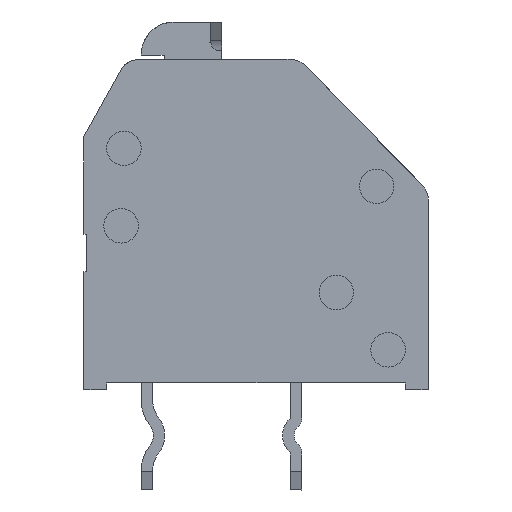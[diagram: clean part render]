
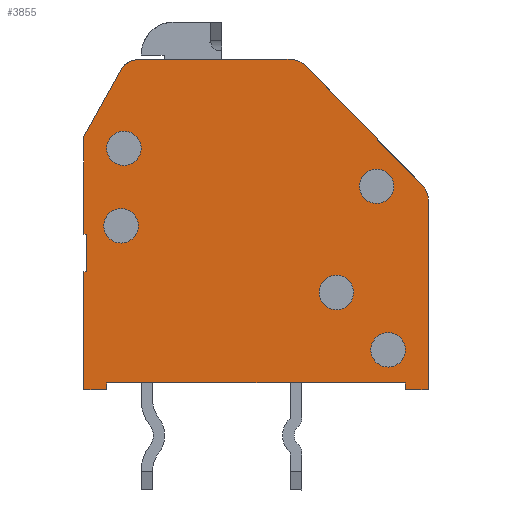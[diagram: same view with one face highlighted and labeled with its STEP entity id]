
A CAD part, left-side view. The second image highlights one B-rep face of the part: STEP entity #3855.
In plain terms, the highlighted face is planar.
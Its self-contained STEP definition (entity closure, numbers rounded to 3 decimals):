
#245=CIRCLE('',#4231,0.6);
#246=CIRCLE('',#4232,0.6);
#247=CIRCLE('',#4233,0.75);
#248=CIRCLE('',#4234,0.75);
#249=CIRCLE('',#4235,0.75);
#250=CIRCLE('',#4236,0.6);
#251=CIRCLE('',#4237,0.6);
#252=CIRCLE('',#4238,0.6);
#1191=ORIENTED_EDGE('',*,*,#1809,.T.);
#1192=ORIENTED_EDGE('',*,*,#1810,.T.);
#1193=ORIENTED_EDGE('',*,*,#1811,.T.);
#1194=ORIENTED_EDGE('',*,*,#1812,.T.);
#1195=ORIENTED_EDGE('',*,*,#1803,.T.);
#1196=ORIENTED_EDGE('',*,*,#1813,.T.);
#1197=ORIENTED_EDGE('',*,*,#1814,.T.);
#1198=ORIENTED_EDGE('',*,*,#1815,.T.);
#1199=ORIENTED_EDGE('',*,*,#1816,.T.);
#1200=ORIENTED_EDGE('',*,*,#1817,.T.);
#1201=ORIENTED_EDGE('',*,*,#1818,.T.);
#1202=ORIENTED_EDGE('',*,*,#1819,.T.);
#1203=ORIENTED_EDGE('',*,*,#1820,.T.);
#1204=ORIENTED_EDGE('',*,*,#1821,.T.);
#1205=ORIENTED_EDGE('',*,*,#1822,.T.);
#1206=ORIENTED_EDGE('',*,*,#1823,.T.);
#1207=ORIENTED_EDGE('',*,*,#1824,.T.);
#1208=ORIENTED_EDGE('',*,*,#1825,.T.);
#1209=ORIENTED_EDGE('',*,*,#1826,.T.);
#1210=ORIENTED_EDGE('',*,*,#1827,.T.);
#1211=ORIENTED_EDGE('',*,*,#1828,.T.);
#1212=ORIENTED_EDGE('',*,*,#1829,.T.);
#1803=EDGE_CURVE('',#2191,#2192,#2579,.T.);
#1809=EDGE_CURVE('',#2195,#2195,#245,.T.);
#1810=EDGE_CURVE('',#2196,#2196,#246,.T.);
#1811=EDGE_CURVE('',#2197,#2198,#2585,.T.);
#1812=EDGE_CURVE('',#2198,#2191,#247,.T.);
#1813=EDGE_CURVE('',#2192,#2199,#248,.T.);
#1814=EDGE_CURVE('',#2199,#2200,#2586,.T.);
#1815=EDGE_CURVE('',#2200,#2201,#2587,.T.);
#1816=EDGE_CURVE('',#2201,#2202,#2588,.T.);
#1817=EDGE_CURVE('',#2202,#2203,#2589,.T.);
#1818=EDGE_CURVE('',#2203,#2204,#2590,.T.);
#1819=EDGE_CURVE('',#2204,#2205,#2591,.T.);
#1820=EDGE_CURVE('',#2205,#2206,#2592,.T.);
#1821=EDGE_CURVE('',#2206,#2207,#2593,.T.);
#1822=EDGE_CURVE('',#2207,#2208,#2594,.T.);
#1823=EDGE_CURVE('',#2208,#2209,#2595,.T.);
#1824=EDGE_CURVE('',#2209,#2210,#2596,.T.);
#1825=EDGE_CURVE('',#2210,#2211,#2597,.T.);
#1826=EDGE_CURVE('',#2211,#2197,#249,.T.);
#1827=EDGE_CURVE('',#2212,#2212,#250,.T.);
#1828=EDGE_CURVE('',#2213,#2213,#251,.T.);
#1829=EDGE_CURVE('',#2214,#2214,#252,.T.);
#2191=VERTEX_POINT('',#6488);
#2192=VERTEX_POINT('',#6489);
#2195=VERTEX_POINT('',#6499);
#2196=VERTEX_POINT('',#6501);
#2197=VERTEX_POINT('',#6503);
#2198=VERTEX_POINT('',#6504);
#2199=VERTEX_POINT('',#6507);
#2200=VERTEX_POINT('',#6509);
#2201=VERTEX_POINT('',#6511);
#2202=VERTEX_POINT('',#6513);
#2203=VERTEX_POINT('',#6515);
#2204=VERTEX_POINT('',#6517);
#2205=VERTEX_POINT('',#6519);
#2206=VERTEX_POINT('',#6521);
#2207=VERTEX_POINT('',#6523);
#2208=VERTEX_POINT('',#6525);
#2209=VERTEX_POINT('',#6527);
#2210=VERTEX_POINT('',#6529);
#2211=VERTEX_POINT('',#6531);
#2212=VERTEX_POINT('',#6534);
#2213=VERTEX_POINT('',#6536);
#2214=VERTEX_POINT('',#6538);
#2579=LINE('',#6487,#2984);
#2585=LINE('',#6502,#2990);
#2586=LINE('',#6508,#2991);
#2587=LINE('',#6510,#2992);
#2588=LINE('',#6512,#2993);
#2589=LINE('',#6514,#2994);
#2590=LINE('',#6516,#2995);
#2591=LINE('',#6518,#2996);
#2592=LINE('',#6520,#2997);
#2593=LINE('',#6522,#2998);
#2594=LINE('',#6524,#2999);
#2595=LINE('',#6526,#3000);
#2596=LINE('',#6528,#3001);
#2597=LINE('',#6530,#3002);
#2984=VECTOR('',#5190,1000.);
#2990=VECTOR('',#5202,1000.);
#2991=VECTOR('',#5207,1000.);
#2992=VECTOR('',#5208,1000.);
#2993=VECTOR('',#5209,1000.);
#2994=VECTOR('',#5210,1000.);
#2995=VECTOR('',#5211,1000.);
#2996=VECTOR('',#5212,1000.);
#2997=VECTOR('',#5213,1000.);
#2998=VECTOR('',#5214,1000.);
#2999=VECTOR('',#5215,1000.);
#3000=VECTOR('',#5216,1000.);
#3001=VECTOR('',#5217,1000.);
#3002=VECTOR('',#5218,1000.);
#3238=EDGE_LOOP('',(#1191));
#3239=EDGE_LOOP('',(#1192));
#3240=EDGE_LOOP('',(#1193,#1194,#1195,#1196,#1197,#1198,#1199,#1200,#1201,
#1202,#1203,#1204,#1205,#1206,#1207,#1208,#1209));
#3241=EDGE_LOOP('',(#1210));
#3242=EDGE_LOOP('',(#1211));
#3243=EDGE_LOOP('',(#1212));
#3486=FACE_BOUND('',#3238,.T.);
#3487=FACE_BOUND('',#3239,.T.);
#3488=FACE_BOUND('',#3240,.T.);
#3489=FACE_BOUND('',#3241,.T.);
#3490=FACE_BOUND('',#3242,.T.);
#3491=FACE_BOUND('',#3243,.T.);
#3654=PLANE('',#4230);
#3855=ADVANCED_FACE('',(#3486,#3487,#3488,#3489,#3490,#3491),#3654,.T.);
#4230=AXIS2_PLACEMENT_3D('',#6497,#5196,#5197);
#4231=AXIS2_PLACEMENT_3D('',#6498,#5198,#5199);
#4232=AXIS2_PLACEMENT_3D('',#6500,#5200,#5201);
#4233=AXIS2_PLACEMENT_3D('',#6505,#5203,#5204);
#4234=AXIS2_PLACEMENT_3D('',#6506,#5205,#5206);
#4235=AXIS2_PLACEMENT_3D('',#6532,#5219,#5220);
#4236=AXIS2_PLACEMENT_3D('',#6533,#5221,#5222);
#4237=AXIS2_PLACEMENT_3D('',#6535,#5223,#5224);
#4238=AXIS2_PLACEMENT_3D('',#6537,#5225,#5226);
#5190=DIRECTION('',(0.,-1.,0.));
#5196=DIRECTION('',(1.,0.,0.));
#5197=DIRECTION('',(0.,0.,-1.));
#5198=DIRECTION('',(-1.,0.,0.));
#5199=DIRECTION('',(0.,1.,0.));
#5200=DIRECTION('',(-1.,0.,0.));
#5201=DIRECTION('',(0.,1.,0.));
#5202=DIRECTION('',(0.,-0.699,0.715));
#5203=DIRECTION('',(1.,0.,0.));
#5204=DIRECTION('',(0.,0.,-1.));
#5205=DIRECTION('',(1.,0.,0.));
#5206=DIRECTION('',(0.,0.,-1.));
#5207=DIRECTION('',(0.,-0.486,-0.874));
#5208=DIRECTION('',(0.,0.,-1.));
#5209=DIRECTION('',(0.,1.,0.));
#5210=DIRECTION('',(0.,0.,-1.));
#5211=DIRECTION('',(0.,-1.,0.));
#5212=DIRECTION('',(0.,0.,-1.));
#5213=DIRECTION('',(0.,1.,0.));
#5214=DIRECTION('',(0.,0.,1.));
#5215=DIRECTION('',(0.,1.,0.));
#5216=DIRECTION('',(0.,0.,-1.));
#5217=DIRECTION('',(0.,1.,0.));
#5218=DIRECTION('',(0.,0.,1.));
#5219=DIRECTION('',(1.,0.,0.));
#5220=DIRECTION('',(0.,0.,-1.));
#5221=DIRECTION('',(-1.,0.,0.));
#5222=DIRECTION('',(0.,1.,0.));
#5223=DIRECTION('',(-1.,0.,0.));
#5224=DIRECTION('',(0.,1.,0.));
#5225=DIRECTION('',(-1.,0.,0.));
#5226=DIRECTION('',(0.,1.,0.));
#6487=CARTESIAN_POINT('',(0.75,1.5,6.75));
#6488=CARTESIAN_POINT('',(0.75,1.185,6.75));
#6489=CARTESIAN_POINT('',(0.75,-4.059,6.75));
#6497=CARTESIAN_POINT('',(0.75,0.,0.));
#6498=CARTESIAN_POINT('',(0.75,4.2,2.33));
#6499=CARTESIAN_POINT('',(0.75,4.8,2.33));
#6500=CARTESIAN_POINT('',(0.75,-4.7,0.95));
#6501=CARTESIAN_POINT('',(0.75,-4.1,0.95));
#6502=CARTESIAN_POINT('',(0.75,6.,2.15));
#6503=CARTESIAN_POINT('',(0.75,5.786,2.369));
#6504=CARTESIAN_POINT('',(0.75,1.721,6.524));
#6505=CARTESIAN_POINT('',(0.75,1.185,6.));
#6506=CARTESIAN_POINT('',(0.75,-4.059,6.));
#6507=CARTESIAN_POINT('',(0.75,-4.714,6.364));
#6508=CARTESIAN_POINT('',(0.75,-4.5,6.75));
#6509=CARTESIAN_POINT('',(0.75,-6.,4.05));
#6510=CARTESIAN_POINT('',(0.75,-6.,4.05));
#6511=CARTESIAN_POINT('',(0.75,-6.,0.65));
#6512=CARTESIAN_POINT('',(0.75,-6.,0.65));
#6513=CARTESIAN_POINT('',(0.75,-5.9,0.65));
#6514=CARTESIAN_POINT('',(0.75,-5.9,0.65));
#6515=CARTESIAN_POINT('',(0.75,-5.9,-0.65));
#6516=CARTESIAN_POINT('',(0.75,-5.9,-0.65));
#6517=CARTESIAN_POINT('',(0.75,-6.,-0.65));
#6518=CARTESIAN_POINT('',(0.75,-6.,-0.65));
#6519=CARTESIAN_POINT('',(0.75,-6.,-4.75));
#6520=CARTESIAN_POINT('',(0.75,-6.,-4.75));
#6521=CARTESIAN_POINT('',(0.75,-5.2,-4.75));
#6522=CARTESIAN_POINT('',(0.75,-5.2,-4.75));
#6523=CARTESIAN_POINT('',(0.75,-5.2,-4.52));
#6524=CARTESIAN_POINT('',(0.75,-5.2,-4.52));
#6525=CARTESIAN_POINT('',(0.75,5.2,-4.52));
#6526=CARTESIAN_POINT('',(0.75,5.2,-4.52));
#6527=CARTESIAN_POINT('',(0.75,5.2,-4.75));
#6528=CARTESIAN_POINT('',(0.75,5.2,-4.75));
#6529=CARTESIAN_POINT('',(0.75,6.,-4.75));
#6530=CARTESIAN_POINT('',(0.75,6.,-4.75));
#6531=CARTESIAN_POINT('',(0.75,6.,1.844));
#6532=CARTESIAN_POINT('',(0.75,5.25,1.844));
#6533=CARTESIAN_POINT('',(0.75,-4.6,3.65));
#6534=CARTESIAN_POINT('',(0.75,-4.,3.65));
#6535=CARTESIAN_POINT('',(0.75,2.8,-1.37));
#6536=CARTESIAN_POINT('',(0.75,3.4,-1.37));
#6537=CARTESIAN_POINT('',(0.75,4.6,-3.37));
#6538=CARTESIAN_POINT('',(0.75,5.2,-3.37));
